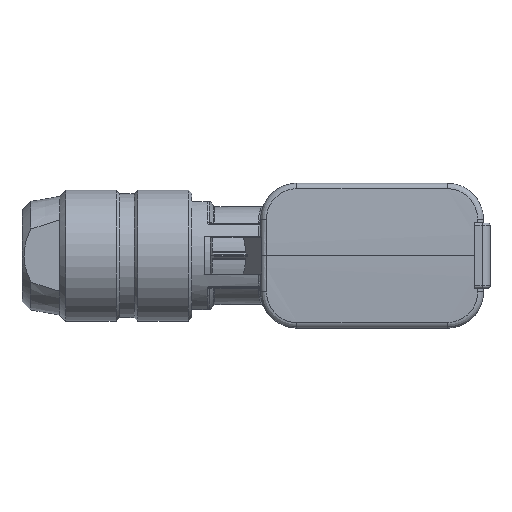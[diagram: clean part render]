
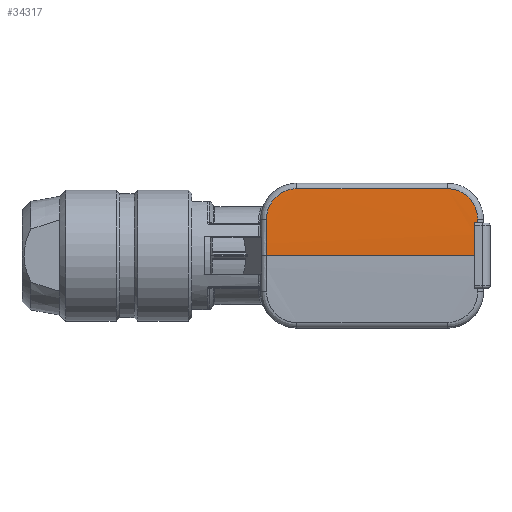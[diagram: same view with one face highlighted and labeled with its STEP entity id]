
A CAD part, top view. The second image highlights one B-rep face of the part: STEP entity #34317.
In plain terms, the highlighted cylindrical face has radius 150 mm (diameter 300 mm), a partial arc.
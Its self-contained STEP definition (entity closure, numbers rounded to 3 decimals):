
#10342=CARTESIAN_POINT('',(-20.,0.,-126.4));
#10343=DIRECTION('',(-1.,0.,0.));
#10344=DIRECTION('',(0.,0.,1.));
#10345=AXIS2_PLACEMENT_3D('',#10342,#10343,#10344);
#12581=CARTESIAN_POINT('',(-20.,5.027,
23.516));
#12582=CARTESIAN_POINT('',(-20.,5.304,
23.506));
#12583=CARTESIAN_POINT('',(-19.946,5.849,
23.487));
#12584=CARTESIAN_POINT('',(-19.707,6.652,
23.453));
#12585=CARTESIAN_POINT('',(-19.314,7.39,
23.418));
#12586=CARTESIAN_POINT('',(-18.783,8.038,
23.385));
#12587=CARTESIAN_POINT('',(-18.137,8.568,
23.355));
#12588=CARTESIAN_POINT('',(-17.402,8.959,
23.332));
#12589=CARTESIAN_POINT('',(-16.608,9.197,
23.318));
#12590=CARTESIAN_POINT('',(-16.072,9.249,
23.315));
#12591=CARTESIAN_POINT('',(-15.8,9.249,23.315));
#12604=DIRECTION('',(1.,0.,0.));
#12605=VECTOR('',#12604,20.8);
#12606=CARTESIAN_POINT('',(-15.8,9.249,23.315));
#12607=LINE('',#12606,#12605);
#12626=CARTESIAN_POINT('',(5.,9.249,23.315));
#12627=CARTESIAN_POINT('',(5.273,9.249,23.315));
#12628=CARTESIAN_POINT('',(5.81,9.197,23.318));
#12629=CARTESIAN_POINT('',(6.606,8.959,23.332));
#12630=CARTESIAN_POINT('',(7.339,8.567,23.355));
#12631=CARTESIAN_POINT('',(7.985,8.036,23.385));
#12632=CARTESIAN_POINT('',(8.515,7.388,23.418));
#12633=CARTESIAN_POINT('',(8.907,6.649,23.453));
#12634=CARTESIAN_POINT('',(9.147,5.847,23.487));
#12635=CARTESIAN_POINT('',(9.2,5.303,23.506));
#12636=CARTESIAN_POINT('',(9.2,5.027,23.516));
#12649=CARTESIAN_POINT('',(9.2,0.,-126.4));
#12650=DIRECTION('',(1.,0.,0.));
#12651=DIRECTION('',(0.,0.034,0.999));
#12652=AXIS2_PLACEMENT_3D('',#12649,#12650,#12651);
#12665=DIRECTION('',(1.,0.,0.));
#12666=VECTOR('',#12665,0.4);
#12667=CARTESIAN_POINT('',(8.8,4.6,23.529));
#12668=LINE('',#12667,#12666);
#12672=CARTESIAN_POINT('',(8.8,0.,-126.4));
#12673=DIRECTION('',(-1.,0.,0.));
#12674=DIRECTION('',(0.,0.029,1.));
#12675=AXIS2_PLACEMENT_3D('',#12672,#12673,#12674);
#12680=DIRECTION('',(-1.,0.,0.));
#12681=VECTOR('',#12680,28.8);
#12682=CARTESIAN_POINT('',(8.8,0.,23.6));
#12683=LINE('',#12682,#12681);
#12740=CARTESIAN_POINT('',(8.8,0.,-126.4));
#12741=DIRECTION('',(1.,0.,0.));
#12742=DIRECTION('',(0.,0.029,1.));
#12743=AXIS2_PLACEMENT_3D('',#12740,#12741,#12742);
#21646=CARTESIAN_POINT('',(-20.,0.,23.6));
#21648=VERTEX_POINT('',#21646);
#21657=CARTESIAN_POINT('',(8.8,0.,23.6));
#21658=VERTEX_POINT('',#21657);
#22077=CARTESIAN_POINT('',(9.2,5.027,23.516));
#22078=VERTEX_POINT('',#22077);
#22079=CARTESIAN_POINT('',(5.,9.249,23.315));
#22080=VERTEX_POINT('',#22079);
#22081=CARTESIAN_POINT('',(9.2,4.6,23.529));
#22082=VERTEX_POINT('',#22081);
#22089=CARTESIAN_POINT('',(8.8,4.6,23.529));
#22090=VERTEX_POINT('',#22089);
#22091=CARTESIAN_POINT('',(8.8,4.385,23.536));
#22092=VERTEX_POINT('',#22091);
#22133=CARTESIAN_POINT('',(-15.8,9.249,23.315));
#22134=VERTEX_POINT('',#22133);
#22135=CARTESIAN_POINT('',(-20.,5.027,23.516));
#22136=VERTEX_POINT('',#22135);
#34299=CARTESIAN_POINT('',(-20.8,0.,-126.4));
#34300=DIRECTION('',(-1.,0.,0.));
#34301=DIRECTION('',(0.,0.,1.));
#34302=AXIS2_PLACEMENT_3D('',#34299,#34300,#34301);
#34303=CYLINDRICAL_SURFACE('',#34302,150.);
#34305=ORIENTED_EDGE('',*,*,#34304,.T.);
#34306=ORIENTED_EDGE('',*,*,#32092,.T.);
#34307=ORIENTED_EDGE('',*,*,#34198,.T.);
#34308=ORIENTED_EDGE('',*,*,#34212,.T.);
#34309=ORIENTED_EDGE('',*,*,#34279,.T.);
#34310=ORIENTED_EDGE('',*,*,#34291,.T.);
#34311=ORIENTED_EDGE('',*,*,#31610,.F.);
#34312=ORIENTED_EDGE('',*,*,#31640,.F.);
#34314=ORIENTED_EDGE('',*,*,#34313,.T.);
#34315=EDGE_LOOP('',(#34305,#34306,#34307,#34308,#34309,#34310,#34311,#34312,
#34314));
#34316=FACE_OUTER_BOUND('',#34315,.F.);
#34317=ADVANCED_FACE('',(#34316),#34303,.T.);
#10346=CIRCLE('',#10345,150.);
#12592=B_SPLINE_CURVE_WITH_KNOTS('',3,(#12581,#12582,#12583,#12584,#12585,
#12586,#12587,#12588,#12589,#12590,#12591),.UNSPECIFIED.,.F.,.F.,(4,1,1,1,1,1,1,
1,4),(0.,0.125,0.25,0.375,0.5,0.625,0.75,0.875,1.),
.UNSPECIFIED.);
#12637=B_SPLINE_CURVE_WITH_KNOTS('',3,(#12626,#12627,#12628,#12629,#12630,
#12631,#12632,#12633,#12634,#12635,#12636),.UNSPECIFIED.,.F.,.F.,(4,1,1,1,1,1,1,
1,4),(0.,0.125,0.25,0.375,0.5,0.625,0.75,0.875,1.),
.UNSPECIFIED.);
#12653=CIRCLE('',#12652,150.);
#12676=CIRCLE('',#12675,150.);
#12744=CIRCLE('',#12743,150.);
#31610=EDGE_CURVE('',#22090,#22082,#12668,.T.);
#31640=EDGE_CURVE('',#22092,#22090,#12676,.T.);
#32092=EDGE_CURVE('',#21648,#22136,#10346,.T.);
#34198=EDGE_CURVE('',#22136,#22134,#12592,.T.);
#34212=EDGE_CURVE('',#22134,#22080,#12607,.T.);
#34279=EDGE_CURVE('',#22080,#22078,#12637,.T.);
#34291=EDGE_CURVE('',#22078,#22082,#12653,.T.);
#34304=EDGE_CURVE('',#21658,#21648,#12683,.T.);
#34313=EDGE_CURVE('',#22092,#21658,#12744,.T.);
